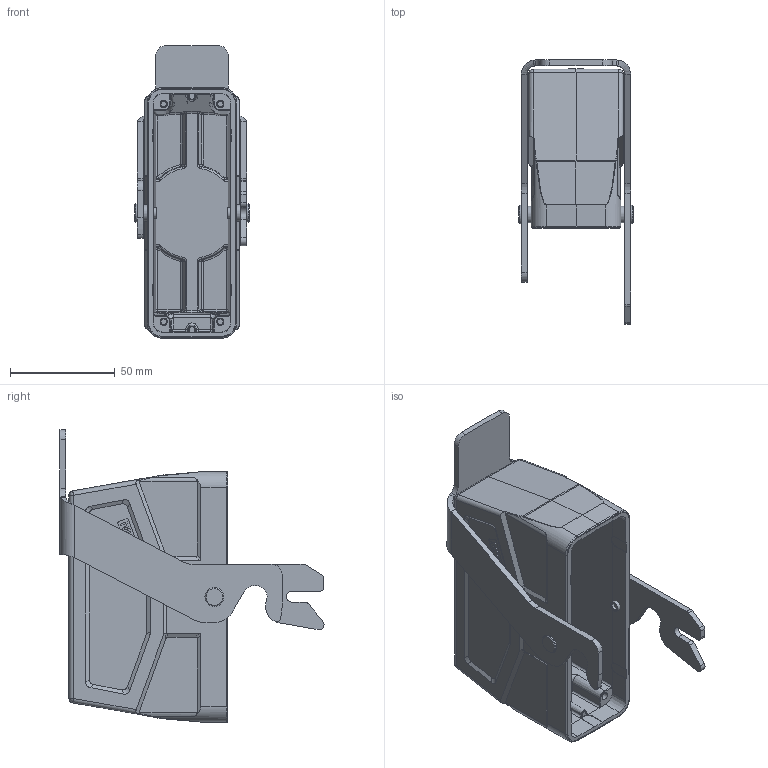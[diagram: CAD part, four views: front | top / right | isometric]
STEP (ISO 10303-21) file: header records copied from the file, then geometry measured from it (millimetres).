
FILE_DESCRIPTION(/* description */ (''),/* implementation_level */ '2;1');
FILE_NAME(/* name */ '3D_1241245295002_WV24B-SEH-1L_B-PG29_V1.1.stp',/* time_stamp */ '2023-12-19T14:02:22+08:00',/* author */ (''),/* organization */ (''),/* preprocessor_version */ 'ST-DEVELOPER v18.1',/* originating_system */ 'SIEMENS PLM Software NX 1980',/* authorisation */ '');
FILE_SCHEMA (('AP203_CONFIGURATION_CONTROLLED_3D_DESIGN_OF_MECHANICAL_PARTS_AND_ASSEMBLIES_MIM_LF { 1 0 10303 403 2 1 2}'));
Length unit declared in the file: millimetre
Products named in the file (1): 3D_1241245295001_WV24B-SEH-1L_B-M32_V1.1_stp
Bounding box: 54.6 x 126.21 x 140 mm (x, y, z)
Volume: 118407.6 mm3; surface area: 70210 mm2
Topology: 4 solids, 4 shells, 596 faces, 1488 edges, 918 vertices
Faces by surface type: plane 275, cylinder 188, bspline 66, sphere 23, cone 22, torus 22
Full cylindrical faces by diameter (mm): 2.7 x4, 3.5 x6, 5 x3, 8 x2, 8.3 x2, 9 x2, 35.6 x1
Entity records: 20199 total; most frequent: CARTESIAN_POINT 6204, ORIENTED_EDGE 2888, DIRECTION 2837, EDGE_CURVE 1444, AXIS2_PLACEMENT_3D 1008, VERTEX_POINT 913, LINE 821, VECTOR 821
